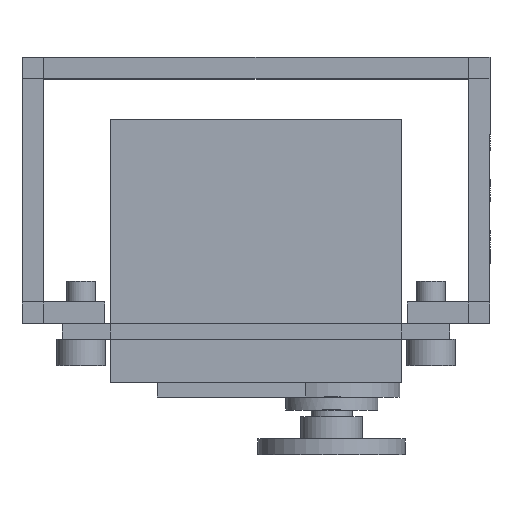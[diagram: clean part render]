
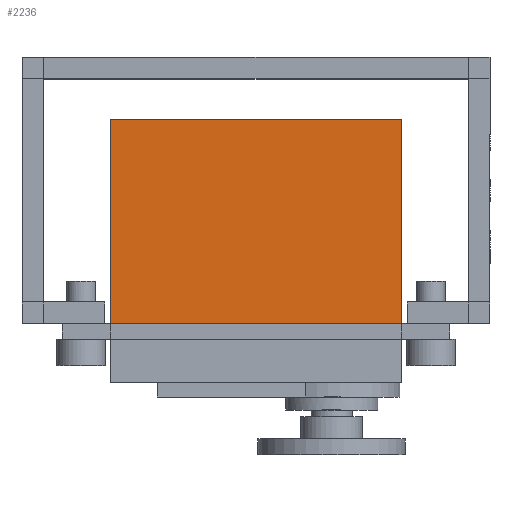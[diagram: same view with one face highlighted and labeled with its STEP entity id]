
A CAD part, top view. The second image highlights one B-rep face of the part: STEP entity #2236.
In plain terms, the highlighted planar face has unit normal (0, 0, 1).
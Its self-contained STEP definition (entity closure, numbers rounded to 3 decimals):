
#319=FACE_OUTER_BOUND('',#435,.T.);
#435=EDGE_LOOP('',(#1511,#1512,#1513,#1514));
#620=LINE('',#3451,#792);
#621=LINE('',#3453,#793);
#622=LINE('',#3455,#794);
#623=LINE('',#3456,#795);
#792=VECTOR('',#2718,1.);
#793=VECTOR('',#2719,1.);
#794=VECTOR('',#2720,1.);
#795=VECTOR('',#2721,1.);
#964=VERTEX_POINT('',#3449);
#965=VERTEX_POINT('',#3450);
#966=VERTEX_POINT('',#3452);
#967=VERTEX_POINT('',#3454);
#1187=EDGE_CURVE('',#964,#965,#620,.T.);
#1188=EDGE_CURVE('',#964,#966,#621,.T.);
#1189=EDGE_CURVE('',#966,#967,#622,.T.);
#1190=EDGE_CURVE('',#965,#967,#623,.T.);
#1511=ORIENTED_EDGE('',*,*,#1187,.F.);
#1512=ORIENTED_EDGE('',*,*,#1188,.T.);
#1513=ORIENTED_EDGE('',*,*,#1189,.T.);
#1514=ORIENTED_EDGE('',*,*,#1190,.F.);
#2159=PLANE('',#2433);
#2236=ADVANCED_FACE('',(#319),#2159,.T.);
#2433=AXIS2_PLACEMENT_3D('',#3448,#2716,#2717);
#2716=DIRECTION('center_axis',(0.,0.,1.));
#2717=DIRECTION('ref_axis',(1.,0.,0.));
#2718=DIRECTION('',(1.,0.,0.));
#2719=DIRECTION('',(0.,-1.,0.));
#2720=DIRECTION('',(1.,0.,0.));
#2721=DIRECTION('',(0.,-1.,0.));
#3448=CARTESIAN_POINT('Origin',(-20.25,0.,10.));
#3449=CARTESIAN_POINT('',(-20.25,0.,10.));
#3450=CARTESIAN_POINT('',(20.25,0.,10.));
#3451=CARTESIAN_POINT('',(-20.25,0.,10.));
#3452=CARTESIAN_POINT('',(-20.25,-28.4,10.));
#3453=CARTESIAN_POINT('',(-20.25,0.,10.));
#3454=CARTESIAN_POINT('',(20.25,-28.4,10.));
#3455=CARTESIAN_POINT('',(-26.9,-28.4,10.));
#3456=CARTESIAN_POINT('',(20.25,0.,10.));
